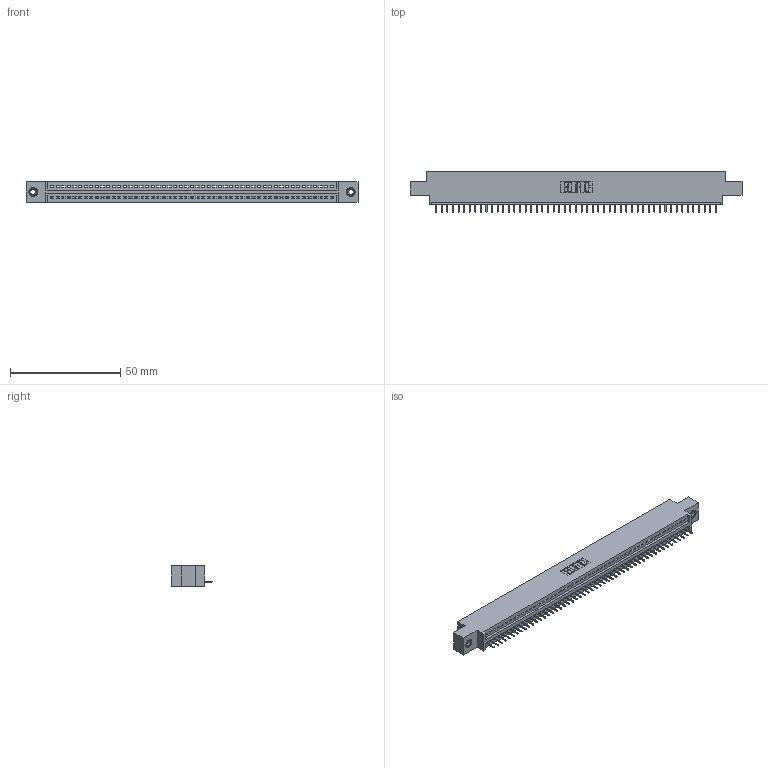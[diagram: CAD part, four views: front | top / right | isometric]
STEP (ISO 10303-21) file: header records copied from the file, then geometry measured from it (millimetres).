
FILE_DESCRIPTION (( 'STEP AP203' ), '1' );
FILE_NAME ('845-051-525-608.STEP', '2020-09-23T10:17:30', ( '' ), ( '' ), 'SwSTEP 2.0', 'SolidWorks 2020', '' );
FILE_SCHEMA (( 'CONFIG_CONTROL_DESIGN' ));
Length unit declared in the file: inch
Products named in the file (4): 345-292-001_345-293-125; 845-051-525-608; 345-250-001_345-250-003-102; 845 Part_0.170 Offset - 0.156 Dia-TI
Assembly tree (54 placements, depth 2):
  845-051-525-608
    845 Part_0.170 Offset - 0.156 Dia-TI
    345-292-001_345-293-125  x51
    345-250-001_345-250-003-102  x2
Bounding box: 150.75 x 18.72 x 9.4 mm (x, y, z)
Volume: 14063.9 mm3; surface area: 18263.3 mm2
Topology: 54 solids, 54 shells, 3352 faces, 9669 edges, 6234 vertices
Faces by surface type: plane 2462, cylinder 874, cone 12, torus 4
Entity records: 38564 total; most frequent: CARTESIAN_POINT 6660, ORIENTED_EDGE 6638, DIRECTION 5831, EDGE_CURVE 3319, VECTOR 2967, LINE 2967, VERTEX_POINT 2204, AXIS2_PLACEMENT_3D 1432
